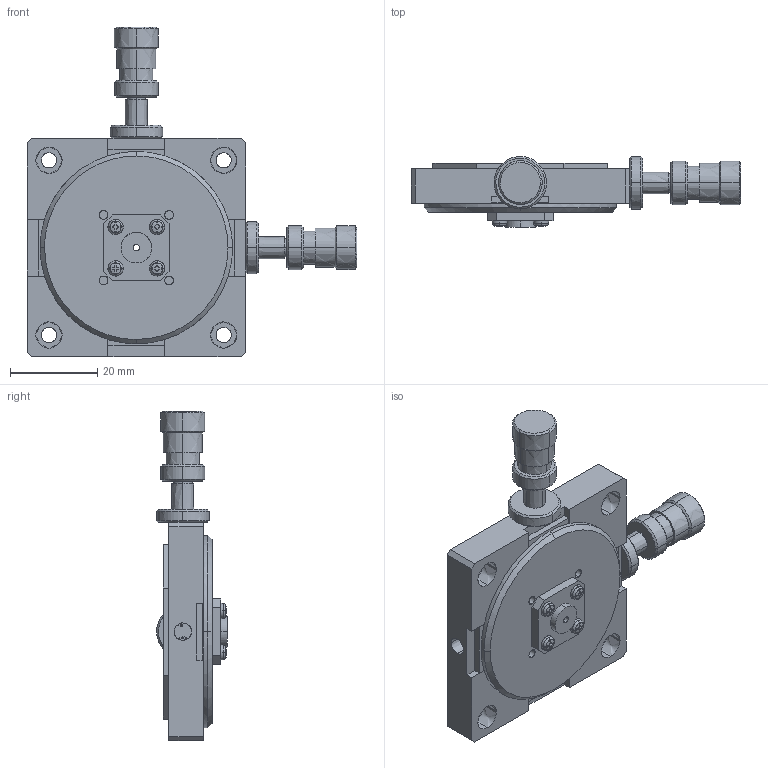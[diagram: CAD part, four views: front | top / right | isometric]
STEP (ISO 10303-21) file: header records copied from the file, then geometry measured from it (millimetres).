
FILE_DESCRIPTION (( 'STEP AP203' ), '1' );
FILE_NAME ('Web Model 55477_55477.step', '2021-07-01T15:20:42', ( '' ), ( '' ), 'SwSTEP 2.0', 'SolidWorks 2018', '' );
FILE_SCHEMA (( 'CONFIG_CONTROL_DESIGN' ));
Products named in the file (1): Web Model 55477_55477
Bounding box: 75.5 x 16.2 x 75.5 mm (x, y, z)
Surface area: 21533 mm2 (no closed solid volume)
Topology: 0 solids, 38 shells, 1549 faces, 3828 edges, 2200 vertices
Faces by surface type: bspline 1549
Entity records: 458473 total; most frequent: CARTESIAN_POINT 437501, ORIENTED_EDGE 7224, EDGE_CURVE 3760, B_SPLINE_CURVE_WITH_KNOTS 2525, VERTEX_POINT 2200, EDGE_LOOP 1645, ADVANCED_FACE 1549, FACE_OUTER_BOUND 1549
